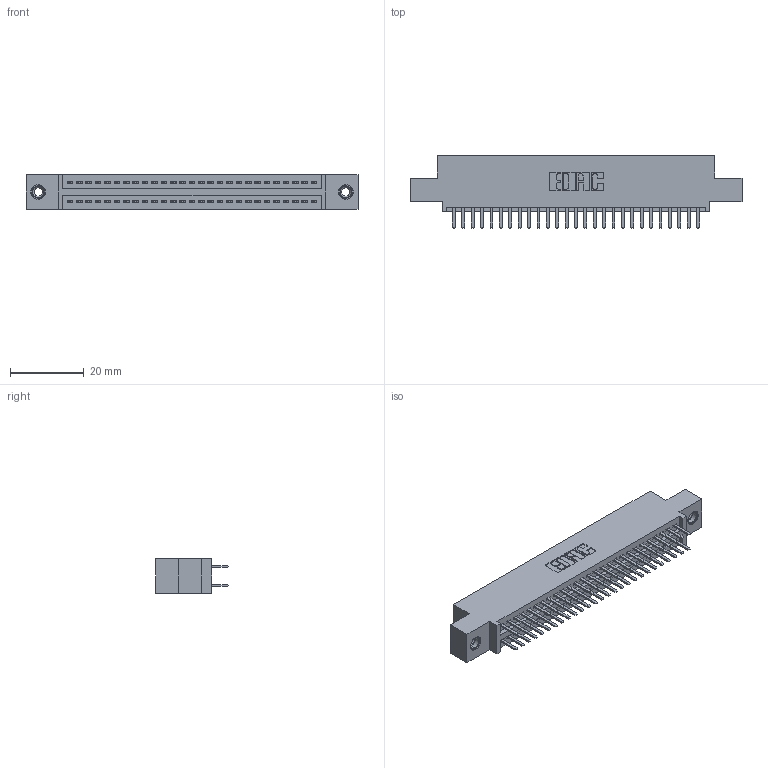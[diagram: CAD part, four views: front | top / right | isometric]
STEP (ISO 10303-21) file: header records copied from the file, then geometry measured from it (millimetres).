
FILE_DESCRIPTION (( 'STEP AP203' ), '1' );
FILE_NAME ('395-054-520-508.STEP', '2018-11-21T06:19:21', ( '' ), ( '' ), 'SwSTEP 2.0', 'SolidWorks 2016', '' );
FILE_SCHEMA (( 'CONFIG_CONTROL_DESIGN' ));
Length unit declared in the file: inch
Products named in the file (4): 395-054-520-508; 345-292-001_345-293-120; 345 Part_0.110 Offset - 0.156 Dia-TI; 345-250-001_345-250-003-102
Assembly tree (57 placements, depth 2):
  395-054-520-508
    345 Part_0.110 Offset - 0.156 Dia-TI
    345-292-001_345-293-120  x54
    345-250-001_345-250-003-102  x2
Bounding box: 89.79 x 19.68 x 9.4 mm (x, y, z)
Volume: 8479.3 mm3; surface area: 12299.1 mm2
Topology: 57 solids, 57 shells, 3106 faces, 8967 edges, 5826 vertices
Faces by surface type: plane 2006, cylinder 1084, cone 12, torus 4
Entity records: 24636 total; most frequent: CARTESIAN_POINT 4139, ORIENTED_EDGE 4054, DIRECTION 3681, EDGE_CURVE 2027, LINE 1763, VECTOR 1763, VERTEX_POINT 1344, AXIS2_PLACEMENT_3D 959
